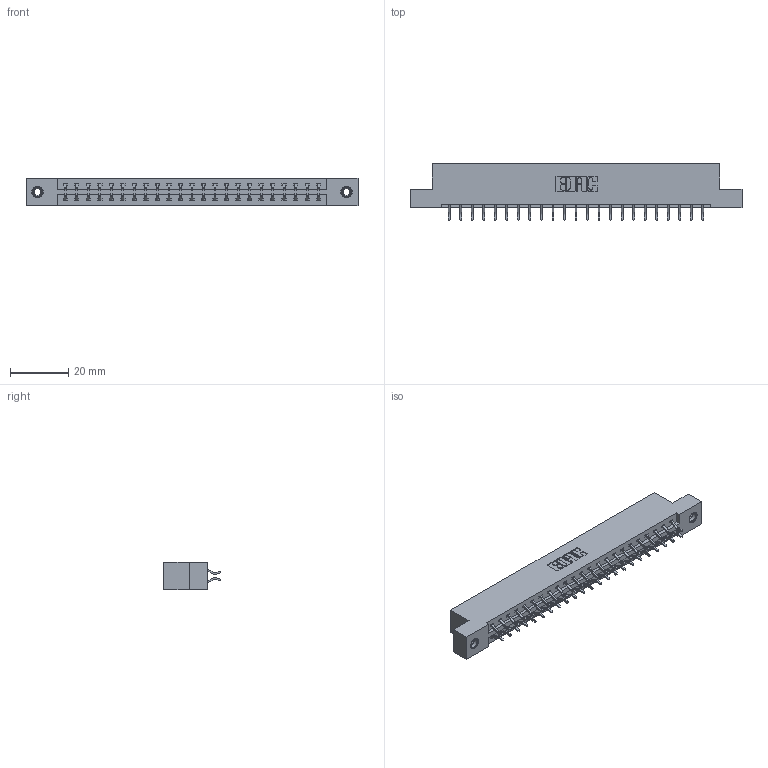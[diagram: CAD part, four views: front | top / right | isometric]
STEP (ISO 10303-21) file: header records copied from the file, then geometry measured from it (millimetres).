
FILE_DESCRIPTION (( 'STEP AP203' ), '1' );
FILE_NAME ('337-046-556-208.STEP', '2019-10-09T14:12:36', ( '' ), ( '' ), 'SwSTEP 2.0', 'SolidWorks 2016', '' );
FILE_SCHEMA (( 'CONFIG_CONTROL_DESIGN' ));
Length unit declared in the file: inch
Products named in the file (4): 337-046-556-208; 345-250-001_345-250-003-102; 345-292-001_556 Tail; 337 Part_Flush Mounting Lugs - 0.156 Dia-TI
Assembly tree (49 placements, depth 2):
  337-046-556-208
    337 Part_Flush Mounting Lugs - 0.156 Dia-TI
    345-292-001_556 Tail  x46
    345-250-001_345-250-003-102  x2
Bounding box: 114.15 x 19.57 x 9.4 mm (x, y, z)
Volume: 11768.5 mm3; surface area: 13095.2 mm2
Topology: 49 solids, 49 shells, 2934 faces, 8681 edges, 5718 vertices
Faces by surface type: plane 2034, cylinder 884, cone 12, torus 4
Entity records: 21696 total; most frequent: CARTESIAN_POINT 3665, ORIENTED_EDGE 3582, DIRECTION 3173, EDGE_CURVE 1791, LINE 1635, VECTOR 1635, VERTEX_POINT 1188, AXIS2_PLACEMENT_3D 769
